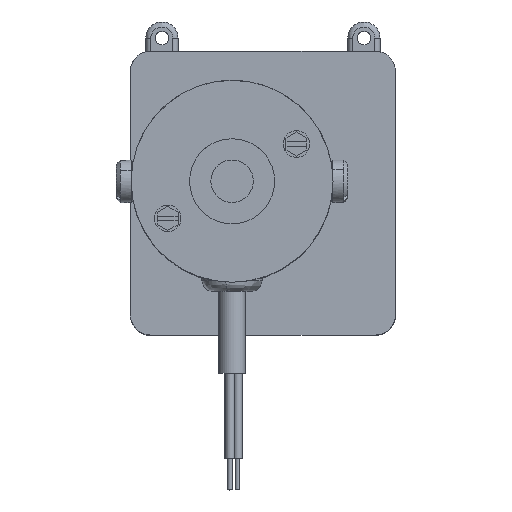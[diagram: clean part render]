
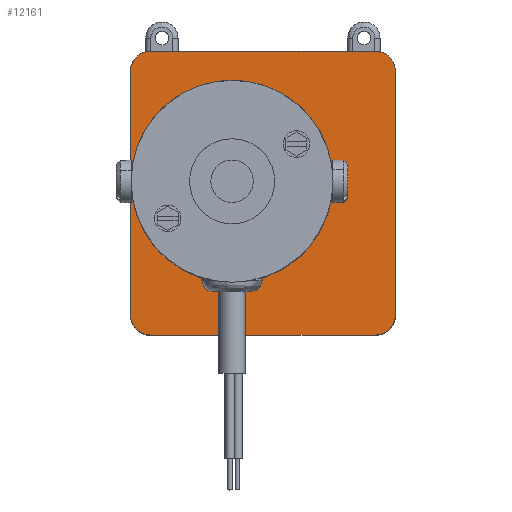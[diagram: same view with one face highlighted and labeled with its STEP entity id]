
A CAD part, top view. The second image highlights one B-rep face of the part: STEP entity #12161.
In plain terms, the highlighted planar face has unit normal (0, 0, 1).
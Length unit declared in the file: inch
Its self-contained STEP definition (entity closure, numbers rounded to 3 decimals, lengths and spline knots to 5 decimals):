
#238 = AXIS2_PLACEMENT_3D ( 'NONE', #27072, #39800, #33412 ) ;
#1583 = CARTESIAN_POINT ( 'NONE',  ( 1.923, 1.299, 0.9155 ) ) ;
#2326 = EDGE_CURVE ( 'NONE', #25016, #17541, #10009, .T. ) ;
#3272 = AXIS2_PLACEMENT_3D ( 'NONE', #26820, #10793, #10991 ) ;
#3646 = CIRCLE ( 'NONE', #5618, 0.24 ) ;
#4527 = CARTESIAN_POINT ( 'NONE',  ( -0.957, -1.561, 0.9155 ) ) ;
#4926 = EDGE_CURVE ( 'NONE', #36604, #8015, #3646, .T. ) ;
#4937 = DIRECTION ( 'NONE',  ( -1., 0., 0. ) ) ;
#4998 = DIRECTION ( 'NONE',  ( 0., 1., 0. ) ) ;
#5130 = AXIS2_PLACEMENT_3D ( 'NONE', #5300, #17845, #26700 ) ;
#5251 = VERTEX_POINT ( 'NONE', #22460 ) ;
#5300 = CARTESIAN_POINT ( 'NONE',  ( 0., 0., 0.9155 ) ) ;
#5618 = AXIS2_PLACEMENT_3D ( 'NONE', #36622, #21834, #8898 ) ;
#5836 = VECTOR ( 'NONE', #4998, 39.37008 ) ;
#6855 = ORIENTED_EDGE ( 'NONE', *, *, #38446, .T. ) ;
#7408 = CARTESIAN_POINT ( 'NONE',  ( 1.683, 1.299, 0.9155 ) ) ;
#7690 = DIRECTION ( 'NONE',  ( -1., 0., 0. ) ) ;
#8015 = VERTEX_POINT ( 'NONE', #39901 ) ;
#8343 = EDGE_CURVE ( 'NONE', #17583, #5251, #26821, .T. ) ;
#8833 = LINE ( 'NONE', #25287, #14202 ) ;
#8898 = DIRECTION ( 'NONE',  ( -1., 0., 0. ) ) ;
#9609 = LINE ( 'NONE', #35475, #11104 ) ;
#9735 = AXIS2_PLACEMENT_3D ( 'NONE', #7408, #19953, #4937 ) ;
#10009 = CIRCLE ( 'NONE', #23818, 1.1875 ) ;
#10412 = ORIENTED_EDGE ( 'NONE', *, *, #8343, .T. ) ;
#10793 = DIRECTION ( 'NONE',  ( 0., 0., 1. ) ) ;
#10991 = DIRECTION ( 'NONE',  ( 1., 0., 0. ) ) ;
#11018 = EDGE_CURVE ( 'NONE', #20537, #39321, #37542, .T. ) ;
#11062 = VERTEX_POINT ( 'NONE', #34649 ) ;
#11104 = VECTOR ( 'NONE', #38147, 39.37008 ) ;
#11372 = ORIENTED_EDGE ( 'NONE', *, *, #11018, .T. ) ;
#11378 = CIRCLE ( 'NONE', #238, 0.24 ) ;
#12161 = ADVANCED_FACE ( 'NONE', ( #35628, #20040 ), #38726, .T. ) ;
#12348 = CARTESIAN_POINT ( 'NONE',  ( 1.1875, 0., 0.9155 ) ) ;
#12850 = EDGE_LOOP ( 'NONE', ( #6855, #40528 ) ) ;
#13318 = CARTESIAN_POINT ( 'NONE',  ( -1.197, 0., 0.9155 ) ) ;
#14202 = VECTOR ( 'NONE', #15626, 39.37008 ) ;
#15626 = DIRECTION ( 'NONE',  ( 1., 0., 0. ) ) ;
#16417 = CARTESIAN_POINT ( 'NONE',  ( -0.957, 1.539, 0.9155 ) ) ;
#17145 = EDGE_CURVE ( 'NONE', #39321, #11062, #25788, .T. ) ;
#17324 = CARTESIAN_POINT ( 'NONE',  ( -1.197, 1.299, 0.9155 ) ) ;
#17337 = VERTEX_POINT ( 'NONE', #16417 ) ;
#17541 = VERTEX_POINT ( 'NONE', #22976 ) ;
#17583 = VERTEX_POINT ( 'NONE', #1583 ) ;
#17845 = DIRECTION ( 'NONE',  ( 0., 0., -1. ) ) ;
#18185 = ORIENTED_EDGE ( 'NONE', *, *, #24342, .T. ) ;
#19603 = ORIENTED_EDGE ( 'NONE', *, *, #38032, .T. ) ;
#19953 = DIRECTION ( 'NONE',  ( 0., 0., 1. ) ) ;
#20040 = FACE_BOUND ( 'NONE', #12850, .T. ) ;
#20155 = EDGE_LOOP ( 'NONE', ( #19603, #10412, #25192, #26138, #11372, #36761, #18185, #21049 ) ) ;
#20418 = CARTESIAN_POINT ( 'NONE',  ( 1.923, 0., 0.9155 ) ) ;
#20537 = VERTEX_POINT ( 'NONE', #17324 ) ;
#21049 = ORIENTED_EDGE ( 'NONE', *, *, #4926, .T. ) ;
#21834 = DIRECTION ( 'NONE',  ( 0., 0., 1. ) ) ;
#22460 = CARTESIAN_POINT ( 'NONE',  ( 1.683, 1.539, 0.9155 ) ) ;
#22976 = CARTESIAN_POINT ( 'NONE',  ( -1.1875, 0., 0.9155 ) ) ;
#23113 = LINE ( 'NONE', #20418, #5836 ) ;
#23252 = DIRECTION ( 'NONE',  ( 0., 0., 1. ) ) ;
#23818 = AXIS2_PLACEMENT_3D ( 'NONE', #26617, #38307, #7690 ) ;
#24342 = EDGE_CURVE ( 'NONE', #11062, #36604, #8833, .T. ) ;
#24473 = AXIS2_PLACEMENT_3D ( 'NONE', #4527, #23252, #29404 ) ;
#25016 = VERTEX_POINT ( 'NONE', #12348 ) ;
#25192 = ORIENTED_EDGE ( 'NONE', *, *, #30551, .T. ) ;
#25287 = CARTESIAN_POINT ( 'NONE',  ( 0., -1.801, 0.9155 ) ) ;
#25788 = CIRCLE ( 'NONE', #24473, 0.24 ) ;
#26138 = ORIENTED_EDGE ( 'NONE', *, *, #31678, .T. ) ;
#26617 = CARTESIAN_POINT ( 'NONE',  ( 0., 0., 0.9155 ) ) ;
#26700 = DIRECTION ( 'NONE',  ( -1., 0., 0. ) ) ;
#26820 = CARTESIAN_POINT ( 'NONE',  ( 0., 0., 0.9155 ) ) ;
#26821 = CIRCLE ( 'NONE', #9735, 0.24 ) ;
#27072 = CARTESIAN_POINT ( 'NONE',  ( -0.957, 1.299, 0.9155 ) ) ;
#27509 = VECTOR ( 'NONE', #28715, 39.37008 ) ;
#28548 = CARTESIAN_POINT ( 'NONE',  ( -1.197, -1.561, 0.9155 ) ) ;
#28715 = DIRECTION ( 'NONE',  ( 0., -1., 0. ) ) ;
#28740 = CIRCLE ( 'NONE', #5130, 1.1875 ) ;
#29404 = DIRECTION ( 'NONE',  ( -1., 0., 0. ) ) ;
#29820 = CARTESIAN_POINT ( 'NONE',  ( 1.683, -1.801, 0.9155 ) ) ;
#30551 = EDGE_CURVE ( 'NONE', #5251, #17337, #9609, .T. ) ;
#31678 = EDGE_CURVE ( 'NONE', #17337, #20537, #11378, .T. ) ;
#33412 = DIRECTION ( 'NONE',  ( -1., 0., 0. ) ) ;
#34649 = CARTESIAN_POINT ( 'NONE',  ( -0.957, -1.801, 0.9155 ) ) ;
#35475 = CARTESIAN_POINT ( 'NONE',  ( 0., 1.539, 0.9155 ) ) ;
#35628 = FACE_OUTER_BOUND ( 'NONE', #20155, .T. ) ;
#36604 = VERTEX_POINT ( 'NONE', #29820 ) ;
#36622 = CARTESIAN_POINT ( 'NONE',  ( 1.683, -1.561, 0.9155 ) ) ;
#36761 = ORIENTED_EDGE ( 'NONE', *, *, #17145, .T. ) ;
#37542 = LINE ( 'NONE', #13318, #27509 ) ;
#38032 = EDGE_CURVE ( 'NONE', #8015, #17583, #23113, .T. ) ;
#38147 = DIRECTION ( 'NONE',  ( -1., 0., 0. ) ) ;
#38307 = DIRECTION ( 'NONE',  ( 0., 0., -1. ) ) ;
#38446 = EDGE_CURVE ( 'NONE', #17541, #25016, #28740, .T. ) ;
#38726 = PLANE ( 'NONE',  #3272 ) ;
#39321 = VERTEX_POINT ( 'NONE', #28548 ) ;
#39800 = DIRECTION ( 'NONE',  ( 0., 0., 1. ) ) ;
#39901 = CARTESIAN_POINT ( 'NONE',  ( 1.923, -1.561, 0.9155 ) ) ;
#40528 = ORIENTED_EDGE ( 'NONE', *, *, #2326, .T. ) ;
